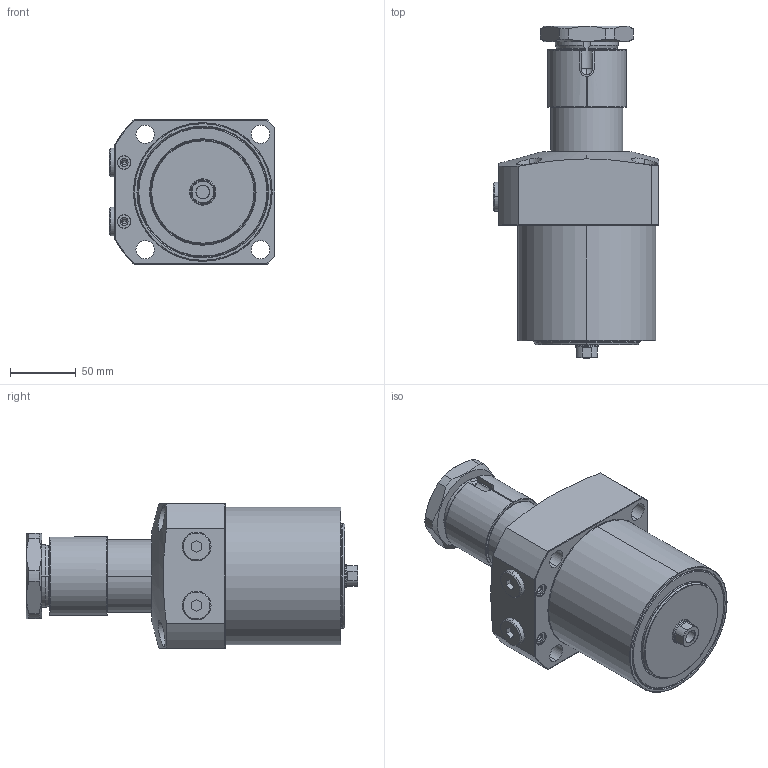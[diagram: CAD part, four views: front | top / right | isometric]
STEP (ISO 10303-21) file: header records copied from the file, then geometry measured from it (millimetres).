
FILE_DESCRIPTION (( 'STEP AP203' ), '1' );
FILE_NAME ('LHA1050-CRD.STEP', '2018-12-15T05:48:27', ( '微软用户' ), ( '微软中国' ), 'SwSTEP 2.0', 'SolidWorks 2012', '' );
FILE_SCHEMA (( 'CONFIG_CONTROL_DESIGN' ));
Length unit declared in the file: millimetre
Products named in the file (8): LHA1050-槭暌溛(蹬怮椔); LHA1050-咂衝椳紕_蹬怮椔); LHA1050-楓羔_D); LHA1050-ů_; LHA1050-簸忣諍匏_; Gȼ__8; LHA1050-D菛巍; LHA1050-CRD
Assembly tree (8 placements, depth 2):
  LHA1050-CRD
    LHA1050-槭暌溛(蹬怮椔)
    LHA1050-咂衝椳紕_蹬怮椔)
    LHA1050-楓羔_D)
    LHA1050-ů_
    LHA1050-簸忣諍匏_
    Gȼ__8  x2
    LHA1050-D菛巍
Bounding box: 126.5 x 253 x 110 mm (x, y, z)
Volume: 1694380.5 mm3; surface area: 155194.6 mm2
Topology: 8 solids, 8 shells, 270 faces, 639 edges, 399 vertices
Faces by surface type: plane 92, cylinder 91, cone 57, torus 28, sphere 2
Entity records: 9315 total; most frequent: CARTESIAN_POINT 2496, DIRECTION 1289, ORIENTED_EDGE 1218, EDGE_CURVE 609, AXIS2_PLACEMENT_3D 526, VERTEX_POINT 381, EDGE_LOOP 290, CIRCLE 258
